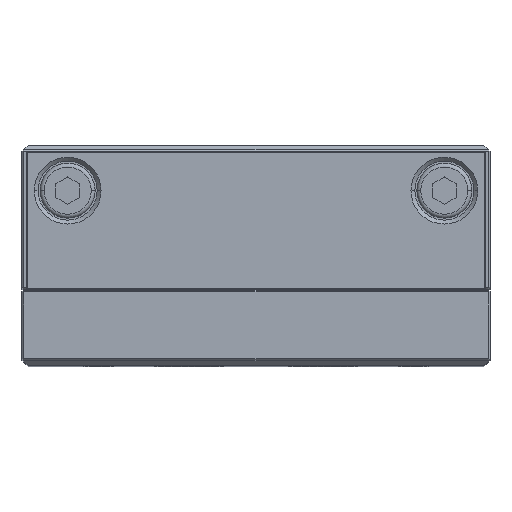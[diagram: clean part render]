
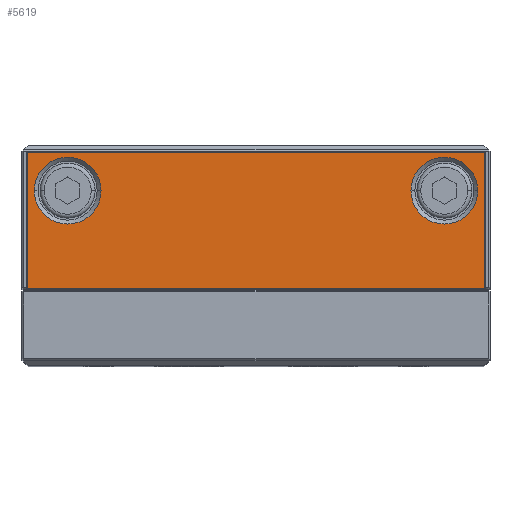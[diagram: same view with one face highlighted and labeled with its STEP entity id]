
A CAD part, top view. The second image highlights one B-rep face of the part: STEP entity #5619.
In plain terms, the highlighted planar face has unit normal (0, 0, 1).
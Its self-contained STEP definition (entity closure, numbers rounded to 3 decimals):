
#4561=FACE_BOUND('',#7776,.T.);
#4562=FACE_BOUND('',#7777,.T.);
#4563=FACE_BOUND('',#7778,.T.);
#4752=PLANE('',#23329);
#5619=ADVANCED_FACE('',(#4561,#4562,#4563),#4752,.T.);
#7776=EDGE_LOOP('',(#13191,#13192,#13193,#13194));
#7777=EDGE_LOOP('',(#13195,#13196));
#7778=EDGE_LOOP('',(#13197,#13198));
#8993=LINE('',#29104,#11042);
#8994=LINE('',#29107,#11043);
#8995=LINE('',#29109,#11044);
#8996=LINE('',#29111,#11045);
#11042=VECTOR('',#24650,1.);
#11043=VECTOR('',#24651,1.);
#11044=VECTOR('',#24652,1.);
#11045=VECTOR('',#24653,1.);
#13191=ORIENTED_EDGE('',*,*,#20313,.T.);
#13192=ORIENTED_EDGE('',*,*,#20314,.T.);
#13193=ORIENTED_EDGE('',*,*,#20315,.T.);
#13194=ORIENTED_EDGE('',*,*,#20316,.T.);
#13195=ORIENTED_EDGE('',*,*,#20239,.T.);
#13196=ORIENTED_EDGE('',*,*,#20312,.T.);
#13197=ORIENTED_EDGE('',*,*,#20243,.T.);
#13198=ORIENTED_EDGE('',*,*,#20311,.T.);
#18483=VERTEX_POINT('',#28950);
#18484=VERTEX_POINT('',#28952);
#18487=VERTEX_POINT('',#28959);
#18488=VERTEX_POINT('',#28961);
#18529=VERTEX_POINT('',#29105);
#18530=VERTEX_POINT('',#29106);
#18531=VERTEX_POINT('',#29108);
#18532=VERTEX_POINT('',#29110);
#20239=EDGE_CURVE('',#18484,#18483,#22957,.T.);
#20243=EDGE_CURVE('',#18488,#18487,#22959,.T.);
#20311=EDGE_CURVE('',#18487,#18488,#22982,.T.);
#20312=EDGE_CURVE('',#18483,#18484,#22983,.T.);
#20313=EDGE_CURVE('',#18529,#18530,#8993,.T.);
#20314=EDGE_CURVE('',#18530,#18531,#8994,.T.);
#20315=EDGE_CURVE('',#18531,#18532,#8995,.T.);
#20316=EDGE_CURVE('',#18532,#18529,#8996,.T.);
#22957=CIRCLE('',#23268,4.25);
#22959=CIRCLE('',#23271,4.25);
#22982=CIRCLE('',#23325,4.25);
#22983=CIRCLE('',#23327,4.25);
#23268=AXIS2_PLACEMENT_3D('',#28951,#24481,#24482);
#23271=AXIS2_PLACEMENT_3D('',#28960,#24489,#24490);
#23325=AXIS2_PLACEMENT_3D('',#29100,#24642,#24643);
#23327=AXIS2_PLACEMENT_3D('',#29102,#24646,#24647);
#23329=AXIS2_PLACEMENT_3D('',#29112,#24654,#24655);
#24481=DIRECTION('',(0.,0.,-1.));
#24482=DIRECTION('',(1.,0.,0.));
#24489=DIRECTION('',(0.,0.,-1.));
#24490=DIRECTION('',(1.,0.,0.));
#24642=DIRECTION('',(0.,0.,-1.));
#24643=DIRECTION('',(1.,0.,0.));
#24646=DIRECTION('',(0.,0.,-1.));
#24647=DIRECTION('',(1.,0.,0.));
#24650=DIRECTION('',(0.,-1.,0.));
#24651=DIRECTION('',(1.,0.,0.));
#24652=DIRECTION('',(0.,1.,0.));
#24653=DIRECTION('',(-1.,0.,0.));
#24654=DIRECTION('',(0.,0.,1.));
#24655=DIRECTION('',(1.,0.,0.));
#28950=CARTESIAN_POINT('',(19.7,22.2,64.));
#28951=CARTESIAN_POINT('',(23.95,22.2,64.));
#28952=CARTESIAN_POINT('',(28.2,22.2,64.));
#28959=CARTESIAN_POINT('',(-28.2,22.2,64.));
#28960=CARTESIAN_POINT('',(-23.95,22.2,64.));
#28961=CARTESIAN_POINT('',(-19.7,22.2,64.));
#29100=CARTESIAN_POINT('',(-23.95,22.2,64.));
#29102=CARTESIAN_POINT('',(23.95,22.2,64.));
#29104=CARTESIAN_POINT('',(-29.1,9.7,64.));
#29105=CARTESIAN_POINT('',(-29.1,27.1,64.));
#29106=CARTESIAN_POINT('',(-29.1,9.8,64.));
#29107=CARTESIAN_POINT('',(29.2,9.8,64.));
#29108=CARTESIAN_POINT('',(29.1,9.8,64.));
#29109=CARTESIAN_POINT('',(29.1,27.2,64.));
#29110=CARTESIAN_POINT('',(29.1,27.1,64.));
#29111=CARTESIAN_POINT('',(-29.2,27.1,64.));
#29112=CARTESIAN_POINT('',(-29.2,9.7,64.));
